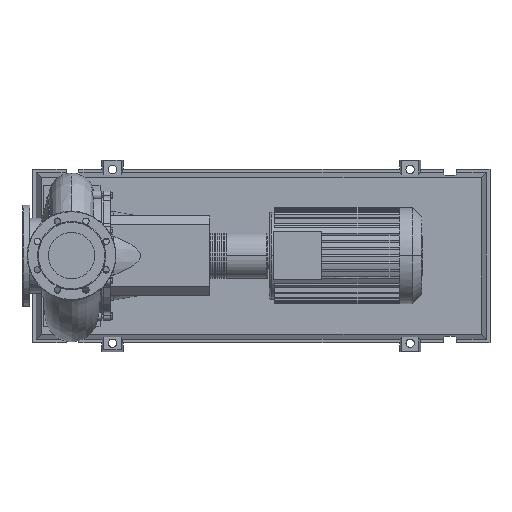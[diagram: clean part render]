
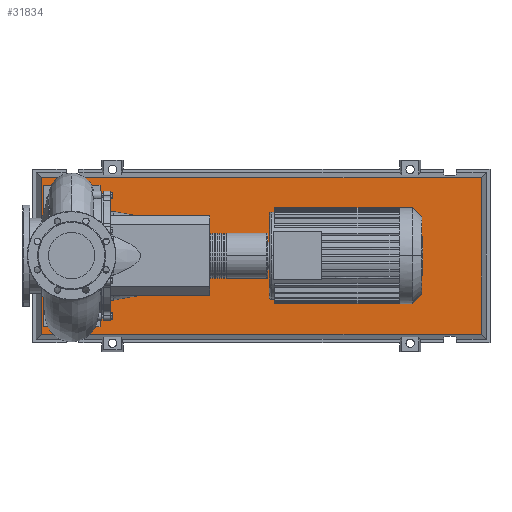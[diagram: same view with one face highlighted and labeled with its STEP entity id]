
A CAD part, top view. The second image highlights one B-rep face of the part: STEP entity #31834.
In plain terms, the highlighted planar face has unit normal (0, 0, 1).
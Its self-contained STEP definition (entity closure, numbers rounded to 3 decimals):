
#31515=CARTESIAN_POINT('',(1155.471,-220.471,103.0));
#31516=VERTEX_POINT('',#31515);
#31523=CARTESIAN_POINT('',(-85.471,-220.471,103.0));
#31524=VERTEX_POINT('',#31523);
#31525=CARTESIAN_POINT('',(1155.471,-220.471,103.0));
#31526=DIRECTION('',(-1.0,0.0,0.0));
#31527=VECTOR('',#31526,1240.941);
#31528=LINE('',#31525,#31527);
#31529=EDGE_CURVE('',#31516,#31524,#31528,.T.);
#31747=CARTESIAN_POINT('',(1155.471,220.471,103.0));
#31748=VERTEX_POINT('',#31747);
#31749=CARTESIAN_POINT('',(1155.471,220.471,103.0));
#31750=DIRECTION('',(0.0,-1.0,0.0));
#31751=VECTOR('',#31750,440.941);
#31752=LINE('',#31749,#31751);
#31753=EDGE_CURVE('',#31748,#31516,#31752,.T.);
#31771=CARTESIAN_POINT('',(-85.471,220.471,103.0));
#31772=VERTEX_POINT('',#31771);
#31773=CARTESIAN_POINT('',(-85.471,-220.471,103.0));
#31774=DIRECTION('',(0.0,1.0,0.0));
#31775=VECTOR('',#31774,440.941);
#31776=LINE('',#31773,#31775);
#31777=EDGE_CURVE('',#31524,#31772,#31776,.T.);
#31810=CARTESIAN_POINT('',(-85.471,220.471,103.0));
#31811=DIRECTION('',(1.0,0.0,0.0));
#31812=VECTOR('',#31811,1240.941);
#31813=LINE('',#31810,#31812);
#31814=EDGE_CURVE('',#31772,#31748,#31813,.T.);
#31823=CARTESIAN_POINT('',(535.,0.,103.0));
#31824=DIRECTION('',(0.0,0.0,1.0));
#31825=DIRECTION('',(1.0,0.0,0.0));
#31826=AXIS2_PLACEMENT_3D('',#31823,#31824,#31825);
#31827=PLANE('',#31826);
#31828=ORIENTED_EDGE('',*,*,#31753,.F.);
#31829=ORIENTED_EDGE('',*,*,#31814,.F.);
#31830=ORIENTED_EDGE('',*,*,#31777,.F.);
#31831=ORIENTED_EDGE('',*,*,#31529,.F.);
#31832=EDGE_LOOP('',(#31828,#31829,#31830,#31831));
#31833=FACE_OUTER_BOUND('',#31832,.T.);
#31834=ADVANCED_FACE('',(#31833),#31827,.T.);
